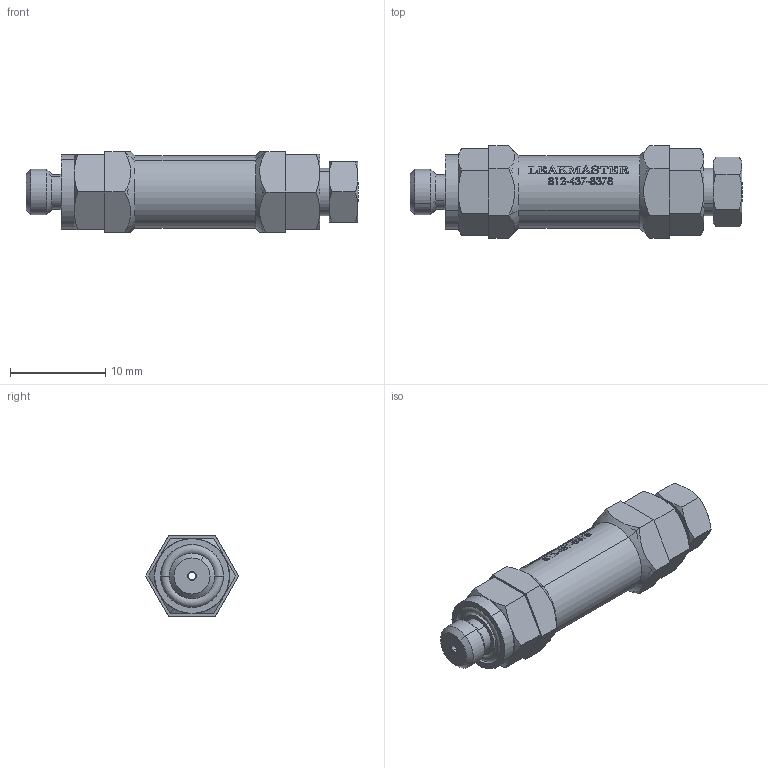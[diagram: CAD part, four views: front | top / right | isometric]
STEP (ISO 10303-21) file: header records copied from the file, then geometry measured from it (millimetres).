
FILE_DESCRIPTION (( 'STEP AP203' ), '1' );
FILE_NAME ('CALIBRATED LEAK STANDARD - STD FLOW.STEP', '2025-11-10T18:33:36', ( '' ), ( '' ), 'SwSTEP 2.0', 'SolidWorks 2024', '' );
FILE_SCHEMA (( 'CONFIG_CONTROL_DESIGN' ));
Length unit declared in the file: inch
Products named in the file (1): CALIBRATED LEAK STANDARD - STD FLOW
Bounding box: 34.92 x 9.78 x 8.47 mm (x, y, z)
Volume: 1507.6 mm3; surface area: 2502.3 mm2
Topology: 4 solids, 4 shells, 584 faces, 1533 edges, 997 vertices
Faces by surface type: plane 231, bspline 217, cylinder 67, cone 67, torus 2
Entity records: 29726 total; most frequent: CARTESIAN_POINT 17153, ORIENTED_EDGE 3066, DIRECTION 1788, EDGE_CURVE 1533, VERTEX_POINT 997, B_SPLINE_CURVE_WITH_KNOTS 766, AXIS2_PLACEMENT_3D 653, EDGE_LOOP 632
